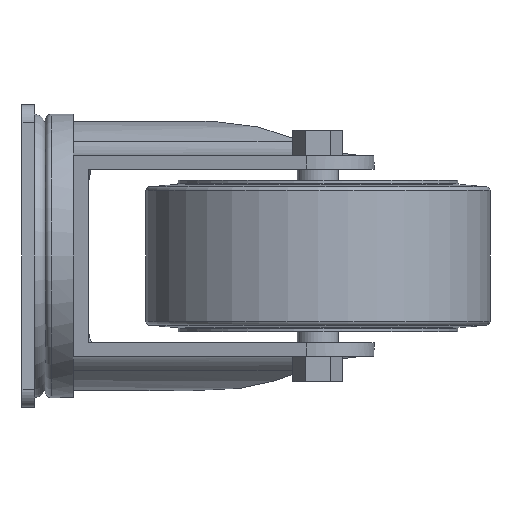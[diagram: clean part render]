
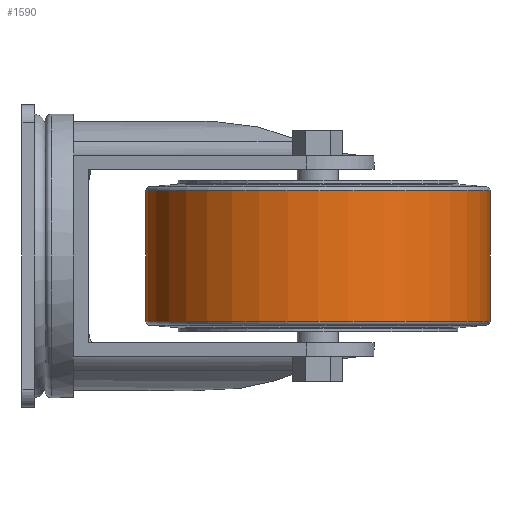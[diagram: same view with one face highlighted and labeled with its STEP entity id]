
A CAD part, left-side view. The second image highlights one B-rep face of the part: STEP entity #1590.
In plain terms, the highlighted cylindrical face has radius 62.5 mm (diameter 125 mm), a full revolution.
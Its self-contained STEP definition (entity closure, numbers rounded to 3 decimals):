
#742=ORIENTED_EDGE('',*,*,#955,.T.);
#743=ORIENTED_EDGE('',*,*,#954,.F.);
#954=EDGE_CURVE('',#1104,#1104,#1180,.T.);
#955=EDGE_CURVE('',#1105,#1105,#1181,.T.);
#1104=VERTEX_POINT('',#2742);
#1105=VERTEX_POINT('',#2745);
#1180=CIRCLE('',#1779,62.5);
#1181=CIRCLE('',#1781,62.5);
#1318=EDGE_LOOP('',(#742));
#1319=EDGE_LOOP('',(#743));
#1460=FACE_BOUND('',#1318,.T.);
#1461=FACE_BOUND('',#1319,.T.);
#1497=CYLINDRICAL_SURFACE('',#1780,62.5);
#1590=ADVANCED_FACE('',(#1460,#1461),#1497,.T.);
#1779=AXIS2_PLACEMENT_3D('',#2741,#2249,#2250);
#1780=AXIS2_PLACEMENT_3D('',#2743,#2251,#2252);
#1781=AXIS2_PLACEMENT_3D('',#2744,#2253,#2254);
#2249=DIRECTION('',(0.,0.,-1.));
#2250=DIRECTION('',(-1.,0.,0.));
#2251=DIRECTION('',(0.,0.,-1.));
#2252=DIRECTION('',(-1.,0.,0.));
#2253=DIRECTION('',(0.,0.,-1.));
#2254=DIRECTION('',(-1.,0.,0.));
#2741=CARTESIAN_POINT('',(0.,0.,-23.626));
#2742=CARTESIAN_POINT('',(-62.5,0.,-23.626));
#2743=CARTESIAN_POINT('',(0.,0.,-22.5));
#2744=CARTESIAN_POINT('',(0.,0.,23.626));
#2745=CARTESIAN_POINT('',(-62.5,0.,23.626));
